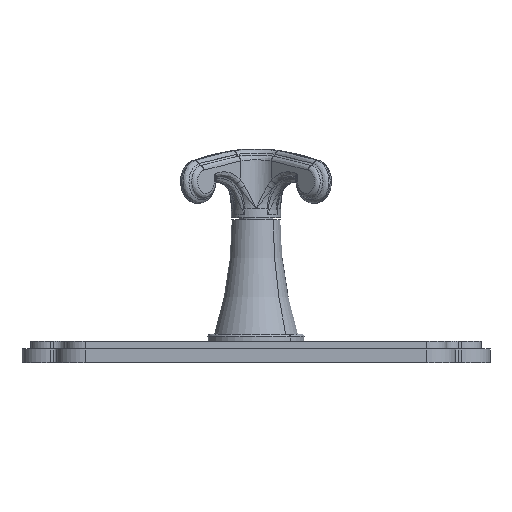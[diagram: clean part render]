
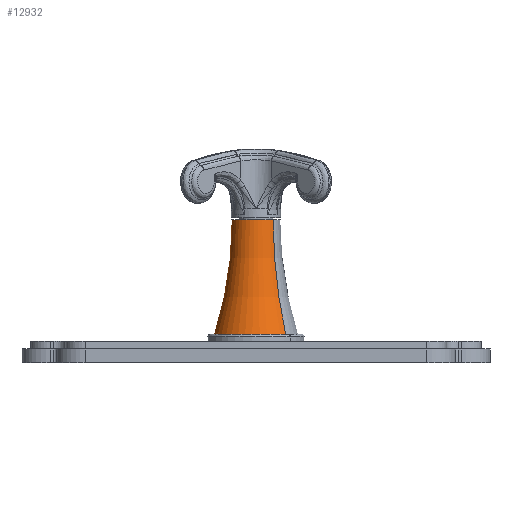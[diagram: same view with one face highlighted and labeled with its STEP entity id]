
A CAD part, front view. The second image highlights one B-rep face of the part: STEP entity #12932.
In plain terms, the highlighted toroidal (fillet/blend) face has major radius 147.215 mm and minor radius 138.313 mm.
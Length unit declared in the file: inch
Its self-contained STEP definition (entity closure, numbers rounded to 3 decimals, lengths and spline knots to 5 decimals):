
#3116=CARTESIAN_POINT('',(0.,0.,0.413));
#3117=DIRECTION('',(0.,0.,-1.));
#3118=DIRECTION('',(0.707,-0.707,0.));
#3119=AXIS2_PLACEMENT_3D('',#3116,#3117,#3118);
#3126=CARTESIAN_POINT('',(4.09831,-4.09831,2.063));
#3127=DIRECTION('',(-0.707,-0.707,0.));
#3128=DIRECTION('',(-0.707,0.707,0.));
#3129=AXIS2_PLACEMENT_3D('',#3126,#3127,#3128);
#3131=CARTESIAN_POINT('',(-4.09831,4.09831,2.063));
#3132=DIRECTION('',(0.707,0.707,0.));
#3133=DIRECTION('',(0.707,-0.707,0.));
#3134=AXIS2_PLACEMENT_3D('',#3131,#3132,#3133);
#3136=CARTESIAN_POINT('',(0.,0.,2.063));
#3137=DIRECTION('',(0.,0.,-1.));
#3138=DIRECTION('',(0.707,-0.707,0.));
#3139=AXIS2_PLACEMENT_3D('',#3136,#3137,#3138);
#8739=CARTESIAN_POINT('',(0.24784,-0.24784,2.063));
#8740=CARTESIAN_POINT('',(0.42886,-0.42886,0.413));
#8741=VERTEX_POINT('',#8739);
#8742=VERTEX_POINT('',#8740);
#8747=CARTESIAN_POINT('',(-0.24784,0.24784,2.063));
#8748=CARTESIAN_POINT('',(-0.42886,0.42886,0.413));
#8749=VERTEX_POINT('',#8747);
#8750=VERTEX_POINT('',#8748);
#12920=CARTESIAN_POINT('',(0.,0.,2.063));
#12921=DIRECTION('',(0.,0.,1.));
#12922=DIRECTION('',(-0.707,0.707,0.));
#12923=AXIS2_PLACEMENT_3D('',#12920,#12921,#12922);
#12924=TOROIDAL_SURFACE('',#12923,5.79588,5.44538);
#12925=ORIENTED_EDGE('',*,*,#12910,.T.);
#12926=ORIENTED_EDGE('',*,*,#12900,.T.);
#12927=ORIENTED_EDGE('',*,*,#12914,.F.);
#12929=ORIENTED_EDGE('',*,*,#12928,.F.);
#12930=EDGE_LOOP('',(#12925,#12926,#12927,#12929));
#12931=FACE_OUTER_BOUND('',#12930,.F.);
#12932=ADVANCED_FACE('',(#12931),#12924,.F.);
#3120=CIRCLE('',#3119,0.6065);
#3130=CIRCLE('',#3129,5.44538);
#3135=CIRCLE('',#3134,5.44538);
#3140=CIRCLE('',#3139,0.3505);
#12900=EDGE_CURVE('',#8742,#8750,#3120,.T.);
#12910=EDGE_CURVE('',#8741,#8742,#3130,.T.);
#12914=EDGE_CURVE('',#8749,#8750,#3135,.T.);
#12928=EDGE_CURVE('',#8741,#8749,#3140,.T.);
